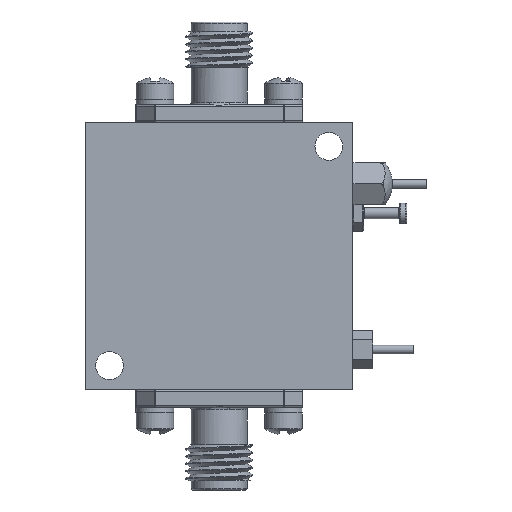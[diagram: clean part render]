
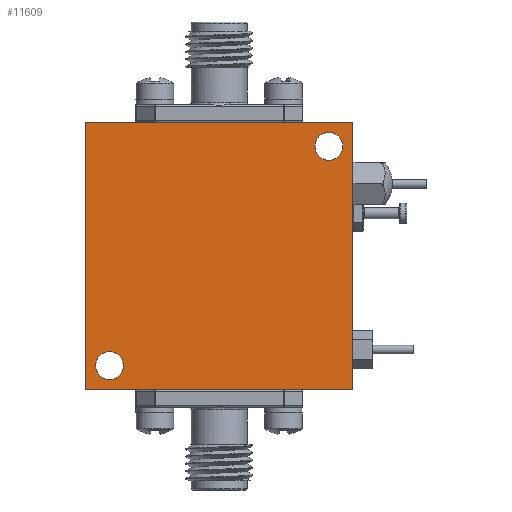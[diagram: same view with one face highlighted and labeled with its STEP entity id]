
A CAD part, front view. The second image highlights one B-rep face of the part: STEP entity #11609.
In plain terms, the highlighted planar face has unit normal (0, -1, 0).
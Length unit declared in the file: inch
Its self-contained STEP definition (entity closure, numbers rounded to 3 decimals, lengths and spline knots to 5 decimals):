
#35 = CARTESIAN_POINT ( 'NONE',  ( 0.91, -0.5, -0.038 ) ) ;
#802 = CARTESIAN_POINT ( 'NONE',  ( 1., -0.5, 0. ) ) ;
#1434 = CARTESIAN_POINT ( 'NONE',  ( 0.91, -0.5, -0.09 ) ) ;
#2464 = DIRECTION ( 'NONE',  ( 0., 0., 1. ) ) ;
#2974 = EDGE_CURVE ( 'NONE', #8110, #8110, #32455, .T. ) ;
#3467 = EDGE_CURVE ( 'NONE', #39486, #9821, #17320, .T. ) ;
#5942 = ORIENTED_EDGE ( 'NONE', *, *, #41612, .F. ) ;
#6042 = CARTESIAN_POINT ( 'NONE',  ( 0., -0.5, -1. ) ) ;
#6583 = DIRECTION ( 'NONE',  ( 1., 0., 0. ) ) ;
#7438 = VECTOR ( 'NONE', #25981, 39.37008 ) ;
#7738 = DIRECTION ( 'NONE',  ( 0., 0., -1. ) ) ;
#8110 = VERTEX_POINT ( 'NONE', #21406 ) ;
#8161 = DIRECTION ( 'NONE',  ( 0., 1., 0. ) ) ;
#8529 = FACE_BOUND ( 'NONE', #23190, .T. ) ;
#8659 = CARTESIAN_POINT ( 'NONE',  ( 0.09, -0.5, -0.91 ) ) ;
#8785 = LINE ( 'NONE', #39188, #7438 ) ;
#8801 = EDGE_LOOP ( 'NONE', ( #20575 ) ) ;
#8885 = DIRECTION ( 'NONE',  ( 0., 0., -1. ) ) ;
#9073 = DIRECTION ( 'NONE',  ( 0., 0., 1. ) ) ;
#9821 = VERTEX_POINT ( 'NONE', #41966 ) ;
#9952 = AXIS2_PLACEMENT_3D ( 'NONE', #1434, #8161, #21662 ) ;
#10210 = EDGE_LOOP ( 'NONE', ( #5942, #37787, #11389, #13899 ) ) ;
#10717 = AXIS2_PLACEMENT_3D ( 'NONE', #37873, #38702, #2464 ) ;
#11389 = ORIENTED_EDGE ( 'NONE', *, *, #14346, .T. ) ;
#11609 = ADVANCED_FACE ( 'NONE', ( #25059, #8529, #32024 ), #21599, .F. ) ;
#13899 = ORIENTED_EDGE ( 'NONE', *, *, #3467, .F. ) ;
#14041 = ORIENTED_EDGE ( 'NONE', *, *, #21889, .T. ) ;
#14346 = EDGE_CURVE ( 'NONE', #29361, #9821, #8785, .T. ) ;
#17320 = LINE ( 'NONE', #802, #21799 ) ;
#19437 = CARTESIAN_POINT ( 'NONE',  ( 0., -0.5, 0. ) ) ;
#19840 = VERTEX_POINT ( 'NONE', #35 ) ;
#20575 = ORIENTED_EDGE ( 'NONE', *, *, #2974, .T. ) ;
#21406 = CARTESIAN_POINT ( 'NONE',  ( 0.09, -0.5, -0.858 ) ) ;
#21420 = VECTOR ( 'NONE', #6583, 39.37008 ) ;
#21599 = PLANE ( 'NONE',  #10717 ) ;
#21662 = DIRECTION ( 'NONE',  ( 0., 0., 1. ) ) ;
#21799 = VECTOR ( 'NONE', #7738, 39.37008 ) ;
#21889 = EDGE_CURVE ( 'NONE', #19840, #19840, #23171, .T. ) ;
#21977 = CARTESIAN_POINT ( 'NONE',  ( 0., -0.5, 0. ) ) ;
#22372 = DIRECTION ( 'NONE',  ( 0., 1., 0. ) ) ;
#22386 = CARTESIAN_POINT ( 'NONE',  ( 0., -0.5, 0. ) ) ;
#23171 = CIRCLE ( 'NONE', #9952, 0.052 ) ;
#23190 = EDGE_LOOP ( 'NONE', ( #14041 ) ) ;
#25059 = FACE_BOUND ( 'NONE', #8801, .T. ) ;
#25981 = DIRECTION ( 'NONE',  ( 1., 0., 0. ) ) ;
#28527 = CARTESIAN_POINT ( 'NONE',  ( 1., -0.5, 0. ) ) ;
#29361 = VERTEX_POINT ( 'NONE', #6042 ) ;
#31768 = LINE ( 'NONE', #22386, #39239 ) ;
#32024 = FACE_OUTER_BOUND ( 'NONE', #10210, .T. ) ;
#32455 = CIRCLE ( 'NONE', #40012, 0.052 ) ;
#33125 = EDGE_CURVE ( 'NONE', #41211, #29361, #31768, .T. ) ;
#37787 = ORIENTED_EDGE ( 'NONE', *, *, #33125, .T. ) ;
#37873 = CARTESIAN_POINT ( 'NONE',  ( 0., -0.5, 0. ) ) ;
#38702 = DIRECTION ( 'NONE',  ( 0., 1., 0. ) ) ;
#39188 = CARTESIAN_POINT ( 'NONE',  ( 0., -0.5, -1. ) ) ;
#39239 = VECTOR ( 'NONE', #8885, 39.37008 ) ;
#39486 = VERTEX_POINT ( 'NONE', #28527 ) ;
#40012 = AXIS2_PLACEMENT_3D ( 'NONE', #8659, #22372, #9073 ) ;
#41211 = VERTEX_POINT ( 'NONE', #21977 ) ;
#41612 = EDGE_CURVE ( 'NONE', #41211, #39486, #42228, .T. ) ;
#41966 = CARTESIAN_POINT ( 'NONE',  ( 1., -0.5, -1. ) ) ;
#42228 = LINE ( 'NONE', #19437, #21420 ) ;
